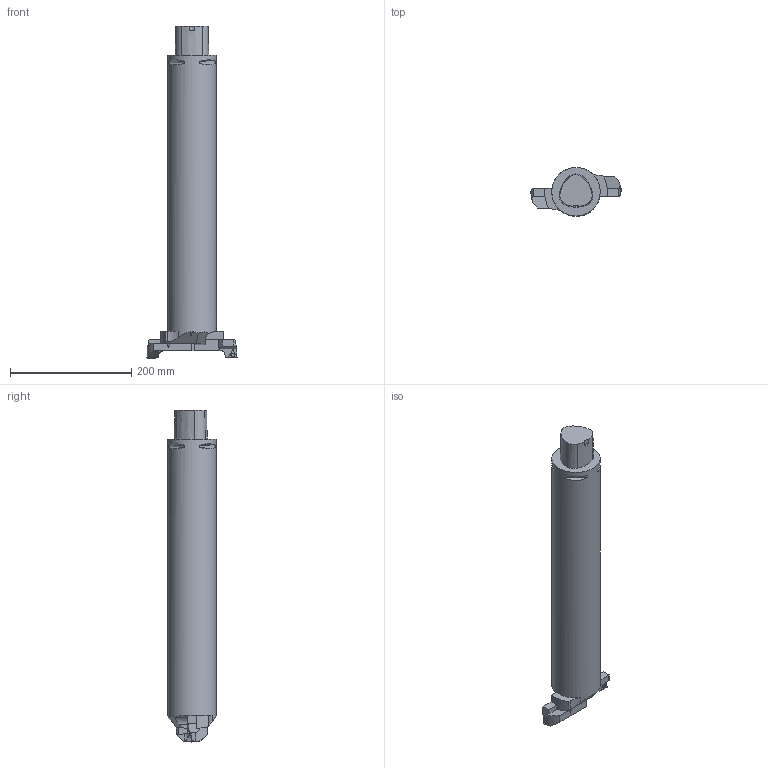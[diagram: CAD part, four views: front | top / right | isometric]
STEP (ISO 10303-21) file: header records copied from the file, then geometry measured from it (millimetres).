
FILE_DESCRIPTION(/* description */ (''),/* implementation_level */ '2;1');
FILE_NAME(/* name */ '1548247304687.stp',/* time_stamp */ '2019-01-23T13:42:02+01:00',/* author */ (''),/* organization */ ('SMS'),/* preprocessor_version */ 'ST-DEVELOPER v15',/* originating_system */ 'SIEMENS PLM Software NX 8.5',/* authorisation */ '');
FILE_SCHEMA (('AUTOMOTIVE_DESIGN { 1 0 10303 214 3 1 1 1 }'));
Length unit declared in the file: millimetre
Products named in the file (10): ASSEMBLY_CONSTRUCTION; 202025198mod000_00; IsoTurningInsert; 202025154mod000_00; 201110142mod000_00; 202025209mod000_00; 202025211mod000_00; 202025228mod000_00
Assembly tree (10 placements, depth 3):
  202025228mod000_00
    202025211mod000_00
      202025154mod000_00
      IsoTurningInsert
      ASSEMBLY_CONSTRUCTION
    202025209mod000_00
      202025198mod000_00
      IsoTurningInsert
      ASSEMBLY_CONSTRUCTION
    201110142mod000_00
    ASSEMBLY_CONSTRUCTION
Bounding box: 149.97 x 80 x 548 mm (x, y, z)
Volume: 2545681.3 mm3; surface area: 158697.3 mm2
Topology: 5 solids, 5 shells, 211 faces, 545 edges, 379 vertices
Faces by surface type: plane 141, cylinder 28, cone 18, extrusion 16, torus 8
Full cylindrical faces by diameter (mm): 4.4 x4, 80 x1
Entity records: 6925 total; most frequent: CARTESIAN_POINT 1785, ORIENTED_EDGE 990, DIRECTION 956, EDGE_CURVE 495, VERTEX_POINT 334, AXIS2_PLACEMENT_3D 321, VECTOR 314, LINE 298
